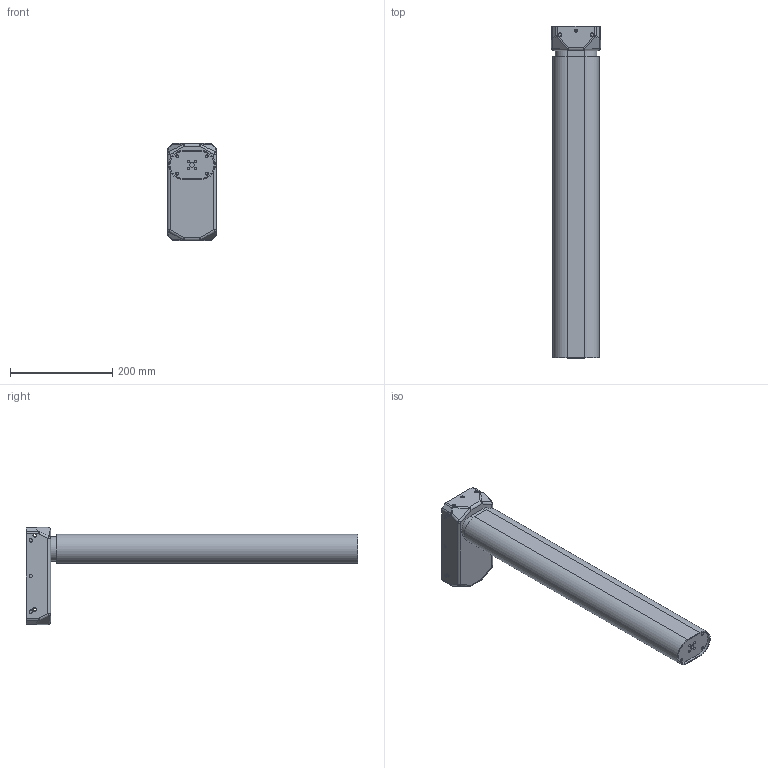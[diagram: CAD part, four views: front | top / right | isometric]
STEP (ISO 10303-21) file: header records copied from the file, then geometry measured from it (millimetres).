
FILE_DESCRIPTION(/* description */ (''),/* implementation_level */ '2;1');
FILE_NAME(/* name */ 'JS36DE1-2-S-1.6.stp',/* time_stamp */ '2020-01-06T14:13:18+08:00',/* author */ (''),/* organization */ (''),/* preprocessor_version */ 'ST-DEVELOPER v14',/* originating_system */ 'SIEMENS PLM Software NX 8.0',/* authorisation */ '');
FILE_SCHEMA (('AP203_CONFIGURATION_CONTROLLED_3D_DESIGN_OF_MECHANICAL_PARTS_AND_ASSEMBLIES_MIM_LF { 1 0 10303 403 2 1 2}'));
Length unit declared in the file: millimetre
Products named in the file (7): OVALLEGHALOWER_01A1; DIBAN070201__1; _MODEL5_2; OMNIMAX_FRAM_SLDASM-PART-37; _MODEL5_1; _MODEL5_ASM; JS36DE1-2-S_stp
Assembly tree (6 placements, depth 3):
  JS36DE1-2-S_stp
    _MODEL5_ASM
      _MODEL5_1
      OMNIMAX_FRAM_SLDASM-PART-37
      _MODEL5_2
      DIBAN070201__1
      OVALLEGHALOWER_01A1
Bounding box: 96 x 650 x 190 mm (x, y, z)
Volume: 663546.6 mm3; surface area: 666196.5 mm2
Topology: 5 solids, 5 shells, 422 faces, 1200 edges, 762 vertices
Faces by surface type: plane 191, cylinder 164, sphere 32, torus 24, cone 7, bspline 4
Entity records: 14586 total; most frequent: CARTESIAN_POINT 2521, DIRECTION 2482, ORIENTED_EDGE 2336, EDGE_CURVE 1168, AXIS2_PLACEMENT_3D 899, VERTEX_POINT 762, LINE 684, VECTOR 684
